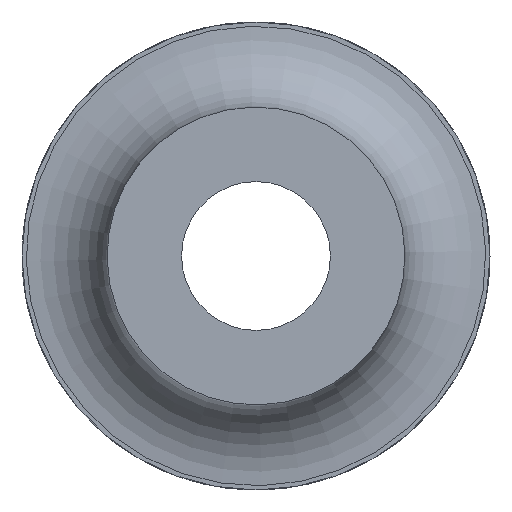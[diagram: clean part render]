
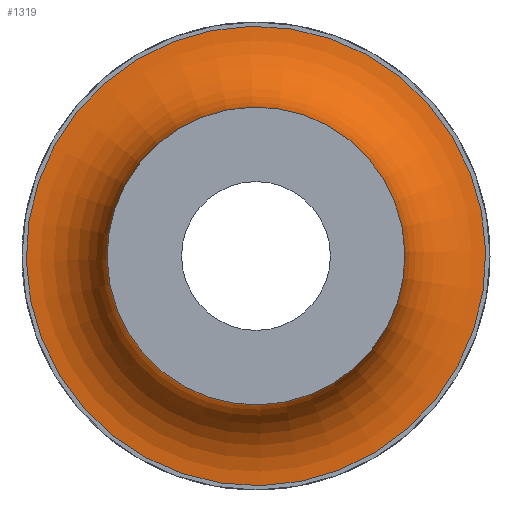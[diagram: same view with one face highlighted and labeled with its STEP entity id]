
A CAD part, front view. The second image highlights one B-rep face of the part: STEP entity #1319.
In plain terms, the highlighted toroidal (fillet/blend) face has major radius 5.4 mm and minor radius 1.9 mm.
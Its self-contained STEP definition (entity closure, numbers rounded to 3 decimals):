
#376=FACE_OUTER_BOUND('',#449,.T.);
#449=EDGE_LOOP('',(#1232,#1233,#1234,#1235,#1236));
#534=CIRCLE('',#1446,3.5);
#535=CIRCLE('',#1447,3.5);
#536=CIRCLE('',#1449,5.4);
#537=CIRCLE('',#1451,1.9);
#665=VERTEX_POINT('',#2439);
#666=VERTEX_POINT('',#2440);
#667=VERTEX_POINT('',#2445);
#855=EDGE_CURVE('',#665,#666,#534,.F.);
#856=EDGE_CURVE('',#666,#665,#535,.F.);
#858=EDGE_CURVE('',#667,#667,#536,.F.);
#859=EDGE_CURVE('',#667,#666,#537,.T.);
#1232=ORIENTED_EDGE('',*,*,#858,.T.);
#1233=ORIENTED_EDGE('',*,*,#859,.T.);
#1234=ORIENTED_EDGE('',*,*,#855,.F.);
#1235=ORIENTED_EDGE('',*,*,#856,.F.);
#1236=ORIENTED_EDGE('',*,*,#859,.F.);
#1254=TOROIDAL_SURFACE('',#1450,5.4,1.9);
#1319=ADVANCED_FACE('',(#376),#1254,.F.);
#1446=AXIS2_PLACEMENT_3D('',#2441,#1782,#1783);
#1447=AXIS2_PLACEMENT_3D('',#2442,#1784,#1785);
#1449=AXIS2_PLACEMENT_3D('',#2446,#1789,#1790);
#1450=AXIS2_PLACEMENT_3D('',#2447,#1791,#1792);
#1451=AXIS2_PLACEMENT_3D('',#2448,#1793,#1794);
#1782=DIRECTION('center_axis',(0.,0.,-1.));
#1783=DIRECTION('ref_axis',(1.,0.,0.));
#1784=DIRECTION('center_axis',(0.,0.,-1.));
#1785=DIRECTION('ref_axis',(1.,0.,0.));
#1789=DIRECTION('center_axis',(0.,0.,-1.));
#1790=DIRECTION('ref_axis',(1.,0.,0.));
#1791=DIRECTION('center_axis',(0.,0.,-1.));
#1792=DIRECTION('ref_axis',(0.878,-0.479,0.));
#1793=DIRECTION('center_axis',(-0.479,-0.878,0.));
#1794=DIRECTION('ref_axis',(-0.878,0.479,0.));
#2439=CARTESIAN_POINT('',(3.072,-1.678,16.9));
#2440=CARTESIAN_POINT('',(-3.072,1.678,16.9));
#2441=CARTESIAN_POINT('Origin',(0.,0.,16.9));
#2442=CARTESIAN_POINT('Origin',(0.,0.,16.9));
#2445=CARTESIAN_POINT('',(-4.739,2.589,15.));
#2446=CARTESIAN_POINT('Origin',(0.,0.,15.));
#2447=CARTESIAN_POINT('Origin',(0.,0.,16.9));
#2448=CARTESIAN_POINT('Origin',(-4.739,2.589,16.9));
